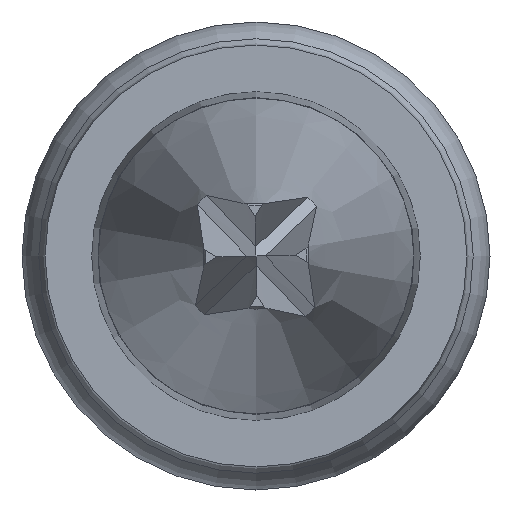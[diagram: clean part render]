
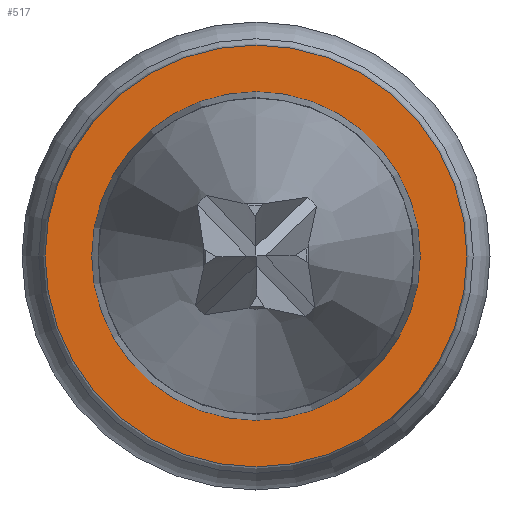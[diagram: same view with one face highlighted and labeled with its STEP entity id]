
A CAD part, left-side view. The second image highlights one B-rep face of the part: STEP entity #517.
In plain terms, the highlighted planar face has unit normal (-1, 0, 0).
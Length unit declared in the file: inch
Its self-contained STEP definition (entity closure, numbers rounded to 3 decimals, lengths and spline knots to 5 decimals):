
#18 = FACE_OUTER_BOUND ( 'NONE', #1462, .T. ) ;
#99 = AXIS2_PLACEMENT_3D ( 'NONE', #1841, #2340, #1884 ) ;
#106 = VERTEX_POINT ( 'NONE', #1333 ) ;
#214 = CARTESIAN_POINT ( 'NONE',  ( 0., 0., -0.01889 ) ) ;
#392 = CIRCLE ( 'NONE', #790, 0.01889 ) ;
#517 = ADVANCED_FACE ( 'NONE', ( #2150, #18 ), #1531, .F. ) ;
#656 = DIRECTION ( 'NONE',  ( 0., 0., -1. ) ) ;
#790 = AXIS2_PLACEMENT_3D ( 'NONE', #3022, #890, #656 ) ;
#890 = DIRECTION ( 'NONE',  ( 1., 0., 0. ) ) ;
#919 = VERTEX_POINT ( 'NONE', #214 ) ;
#1077 = EDGE_LOOP ( 'NONE', ( #1335 ) ) ;
#1141 = DIRECTION ( 'NONE',  ( 0., 0., -1. ) ) ;
#1194 = AXIS2_PLACEMENT_3D ( 'NONE', #2319, #2798, #1141 ) ;
#1333 = CARTESIAN_POINT ( 'NONE',  ( 0., 0., -0.02425 ) ) ;
#1335 = ORIENTED_EDGE ( 'NONE', *, *, #3028, .T. ) ;
#1462 = EDGE_LOOP ( 'NONE', ( #2440 ) ) ;
#1531 = PLANE ( 'NONE',  #1194 ) ;
#1604 = CIRCLE ( 'NONE', #99, 0.02425 ) ;
#1841 = CARTESIAN_POINT ( 'NONE',  ( 0., 0., 0. ) ) ;
#1884 = DIRECTION ( 'NONE',  ( 0., 0., -1. ) ) ;
#1940 = EDGE_CURVE ( 'NONE', #106, #106, #1604, .T. ) ;
#2150 = FACE_BOUND ( 'NONE', #1077, .T. ) ;
#2319 = CARTESIAN_POINT ( 'NONE',  ( 0., 0.02725, 0. ) ) ;
#2340 = DIRECTION ( 'NONE',  ( 1., 0., 0. ) ) ;
#2440 = ORIENTED_EDGE ( 'NONE', *, *, #1940, .F. ) ;
#2798 = DIRECTION ( 'NONE',  ( 1., 0., 0. ) ) ;
#3022 = CARTESIAN_POINT ( 'NONE',  ( 0., 0., 0. ) ) ;
#3028 = EDGE_CURVE ( 'NONE', #919, #919, #392, .T. ) ;
